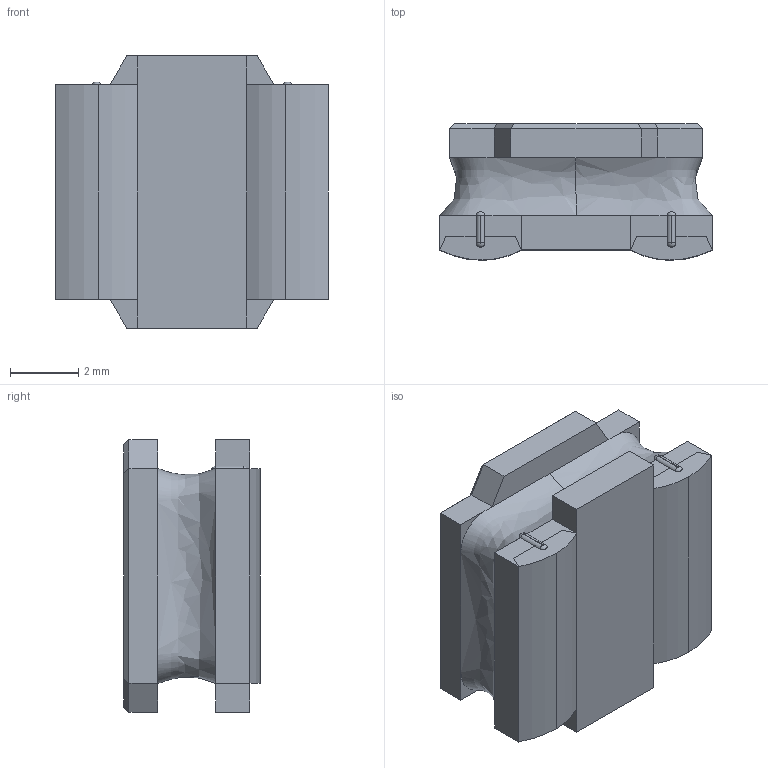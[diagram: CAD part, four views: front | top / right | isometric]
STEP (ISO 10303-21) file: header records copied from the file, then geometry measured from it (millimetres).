
FILE_DESCRIPTION (( 'STEP AP214' ), '1' );
FILE_NAME ('SRN8040TA-6R8M.STEP', '2022-02-22T00:03:12', ( '' ), ( '' ), 'SwSTEP 2.0', 'SolidWorks 2017', '' );
FILE_SCHEMA (( 'AUTOMOTIVE_DESIGN' ));
Length unit declared in the file: millimetre
Products named in the file (1): SRN8040TA-6R8M
Bounding box: 8 x 4 x 8 mm (x, y, z)
Volume: 187.5 mm3; surface area: 307.6 mm2
Topology: 5 solids, 5 shells, 84 faces, 198 edges, 124 vertices
Faces by surface type: plane 70, cylinder 8, torus 4, bspline 2
Entity records: 3070 total; most frequent: CARTESIAN_POINT 1083, ORIENTED_EDGE 396, DIRECTION 378, EDGE_CURVE 198, VECTOR 156, LINE 156, VERTEX_POINT 124, AXIS2_PLACEMENT_3D 111
